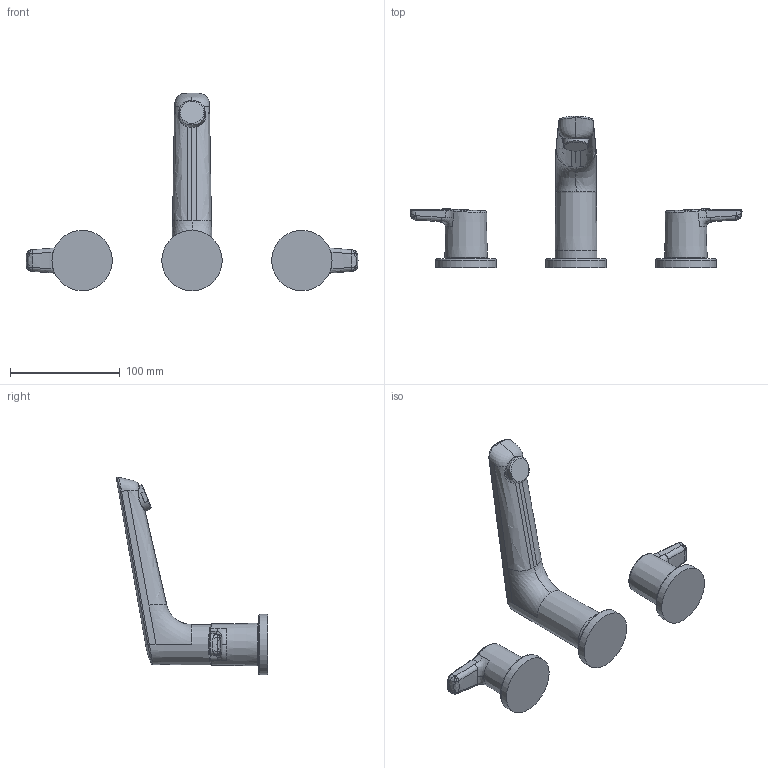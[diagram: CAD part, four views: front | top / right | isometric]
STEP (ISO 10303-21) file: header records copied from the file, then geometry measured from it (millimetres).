
FILE_DESCRIPTION (( 'STEP AP203' ), '1' );
FILE_NAME ('3944(2016)+52942001.STEP', '2017-03-09T05:51:54', ( '' ), ( '' ), 'SwSTEP 2.0', 'SolidWorks 2016', '' );
FILE_SCHEMA (( 'CONFIG_CONTROL_DESIGN' ));
Length unit declared in the file: millimetre
Products named in the file (1): 3944(2016)+52942001
Bounding box: 302.23 x 137.72 x 179.86 mm (x, y, z)
Volume: 380037.4 mm3; surface area: 60348.7 mm2
Topology: 3 solids, 4 shells, 129 faces, 306 edges, 187 vertices
Faces by surface type: bspline 65, cylinder 27, plane 21, torus 8, cone 4, sphere 4
Full cylindrical faces by diameter (mm): 24 x1, 33.5 x1, 38 x1, 55 x3
Entity records: 29388 total; most frequent: CARTESIAN_POINT 27088, ORIENTED_EDGE 548, DIRECTION 285, EDGE_CURVE 274, VERTEX_POINT 177, B_SPLINE_CURVE_WITH_KNOTS 176, EDGE_LOOP 153, FACE_OUTER_BOUND 143
